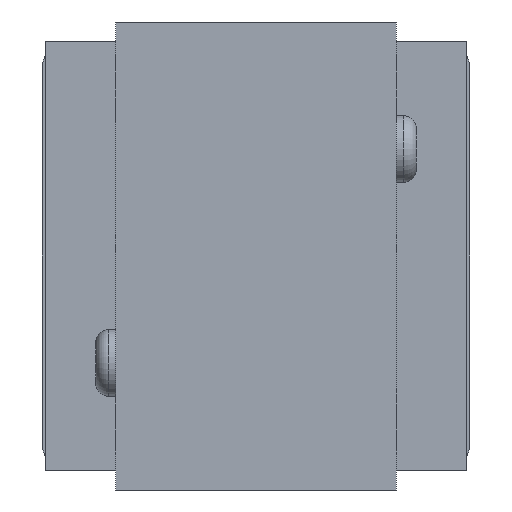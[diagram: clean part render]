
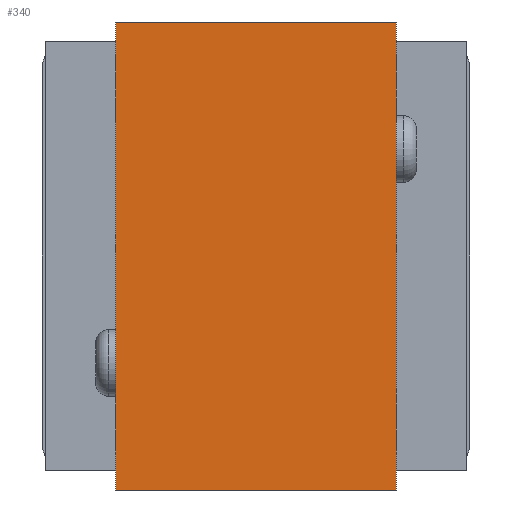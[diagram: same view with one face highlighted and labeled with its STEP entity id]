
A CAD part, front view. The second image highlights one B-rep face of the part: STEP entity #340.
In plain terms, the highlighted planar face has unit normal (0, -1, 0).
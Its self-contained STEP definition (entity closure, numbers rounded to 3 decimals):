
#340 = ADVANCED_FACE( '', ( #1002 ), #1003, .F. );
#1002 = FACE_OUTER_BOUND( '', #1769, .T. );
#1003 = PLANE( '', #1770 );
#1769 = EDGE_LOOP( '', ( #4060, #4061, #4062, #4063 ) );
#1770 = AXIS2_PLACEMENT_3D( '', #4064, #4065, #4066 );
#4060 = ORIENTED_EDGE( '', *, *, #5443, .F. );
#4061 = ORIENTED_EDGE( '', *, *, #5444, .F. );
#4062 = ORIENTED_EDGE( '', *, *, #5445, .F. );
#4063 = ORIENTED_EDGE( '', *, *, #5446, .F. );
#4064 = CARTESIAN_POINT( '', ( 0., 0., 0. ) );
#4065 = DIRECTION( '', ( 0., 1., 0. ) );
#4066 = DIRECTION( '', ( 0., 0., 1. ) );
#5443 = EDGE_CURVE( '', #6771, #6772, #6773, .T. );
#5444 = EDGE_CURVE( '', #6774, #6771, #6775, .T. );
#5445 = EDGE_CURVE( '', #6776, #6774, #6777, .T. );
#5446 = EDGE_CURVE( '', #6772, #6776, #6778, .T. );
#6771 = VERTEX_POINT( '', #8697 );
#6772 = VERTEX_POINT( '', #8698 );
#6773 = LINE( '', #8699, #8700 );
#6774 = VERTEX_POINT( '', #8701 );
#6775 = LINE( '', #8702, #8703 );
#6776 = VERTEX_POINT( '', #8704 );
#6777 = LINE( '', #8705, #8706 );
#6778 = LINE( '', #8707, #8708 );
#8697 = CARTESIAN_POINT( '', ( -10.5, 0., -17.5 ) );
#8698 = CARTESIAN_POINT( '', ( -10.5, 0., 17.5 ) );
#8699 = CARTESIAN_POINT( '', ( -10.5, 0., -17.5 ) );
#8700 = VECTOR( '', #9844, 1000. );
#8701 = CARTESIAN_POINT( '', ( 10.5, 0., -17.5 ) );
#8702 = CARTESIAN_POINT( '', ( 10.5, 0., -17.5 ) );
#8703 = VECTOR( '', #9845, 1000. );
#8704 = CARTESIAN_POINT( '', ( 10.5, 0., 17.5 ) );
#8705 = CARTESIAN_POINT( '', ( 10.5, 0., 17.5 ) );
#8706 = VECTOR( '', #9846, 1000. );
#8707 = CARTESIAN_POINT( '', ( -10.5, 0., 17.5 ) );
#8708 = VECTOR( '', #9847, 1000. );
#9844 = DIRECTION( '', ( 0., 0., 1. ) );
#9845 = DIRECTION( '', ( -1., 0., 0. ) );
#9846 = DIRECTION( '', ( 0., 0., -1. ) );
#9847 = DIRECTION( '', ( 1., 0., 0. ) );
